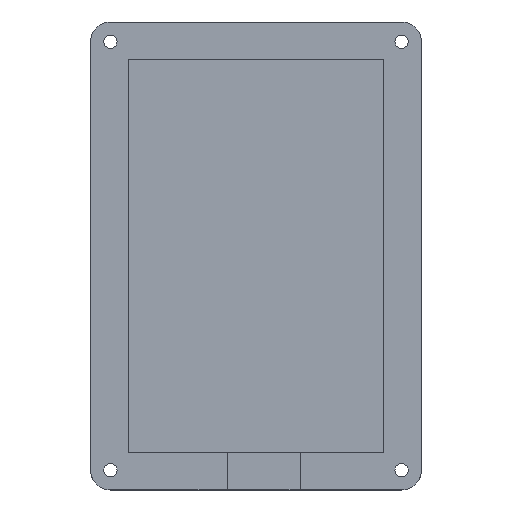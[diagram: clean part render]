
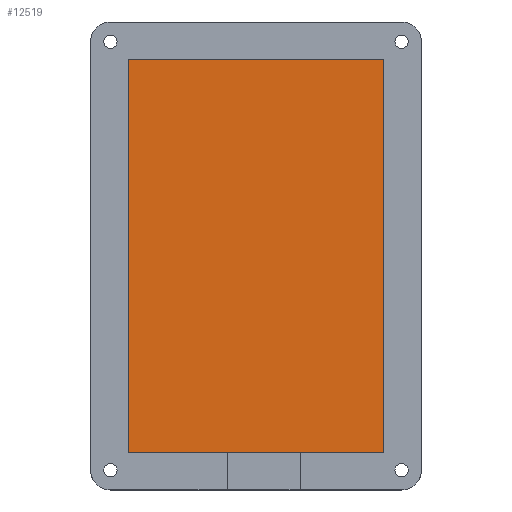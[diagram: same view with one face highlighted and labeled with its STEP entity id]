
A CAD part, top view. The second image highlights one B-rep face of the part: STEP entity #12519.
In plain terms, the highlighted planar face has unit normal (0, 0, 1).
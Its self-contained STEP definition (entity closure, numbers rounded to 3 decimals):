
#2032=FACE_OUTER_BOUND('',#2755,.T.);
#2755=EDGE_LOOP('',(#11551,#11552,#11553,#11554));
#3761=LINE('',#25306,#4760);
#3762=LINE('',#25308,#4761);
#3763=LINE('',#25310,#4762);
#3764=LINE('',#25311,#4763);
#4760=VECTOR('',#14308,10.);
#4761=VECTOR('',#14309,10.);
#4762=VECTOR('',#14310,10.);
#4763=VECTOR('',#14311,10.);
#6010=VERTEX_POINT('',#25304);
#6011=VERTEX_POINT('',#25305);
#6012=VERTEX_POINT('',#25307);
#6013=VERTEX_POINT('',#25309);
#7867=EDGE_CURVE('',#6010,#6011,#3761,.T.);
#7868=EDGE_CURVE('',#6012,#6010,#3762,.T.);
#7869=EDGE_CURVE('',#6013,#6012,#3763,.T.);
#7870=EDGE_CURVE('',#6011,#6013,#3764,.T.);
#11551=ORIENTED_EDGE('',*,*,#7867,.F.);
#11552=ORIENTED_EDGE('',*,*,#7868,.F.);
#11553=ORIENTED_EDGE('',*,*,#7869,.F.);
#11554=ORIENTED_EDGE('',*,*,#7870,.F.);
#11855=PLANE('',#12799);
#12519=ADVANCED_FACE('',(#2032),#11855,.T.);
#12799=AXIS2_PLACEMENT_3D('',#25303,#14306,#14307);
#14306=DIRECTION('center_axis',(0.,0.,1.));
#14307=DIRECTION('ref_axis',(1.,0.,0.));
#14308=DIRECTION('',(0.,1.,0.));
#14309=DIRECTION('',(-1.,0.,0.));
#14310=DIRECTION('',(0.,-1.,0.));
#14311=DIRECTION('',(1.,0.,0.));
#25303=CARTESIAN_POINT('Origin',(20.572,49.857,3.));
#25304=CARTESIAN_POINT('',(-11.878,0.,3.));
#25305=CARTESIAN_POINT('',(-11.878,99.713,3.));
#25306=CARTESIAN_POINT('',(-11.878,24.928,3.));
#25307=CARTESIAN_POINT('',(53.022,0.,3.));
#25308=CARTESIAN_POINT('',(36.797,0.,3.));
#25309=CARTESIAN_POINT('',(53.022,99.713,3.));
#25310=CARTESIAN_POINT('',(53.022,74.785,3.));
#25311=CARTESIAN_POINT('',(4.347,99.713,3.));
